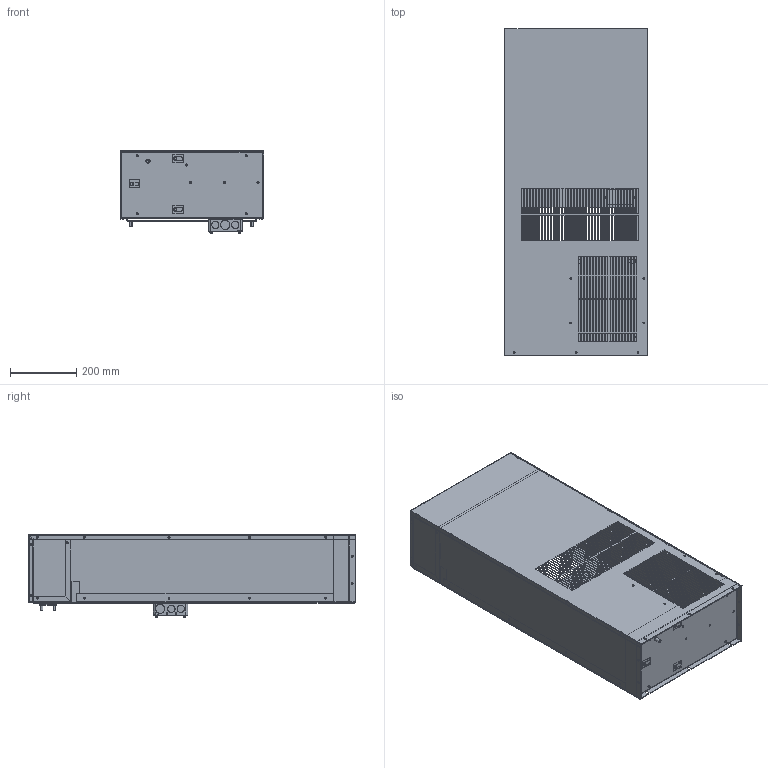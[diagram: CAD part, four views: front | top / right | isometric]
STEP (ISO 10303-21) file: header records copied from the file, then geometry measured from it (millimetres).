
FILE_DESCRIPTION((''),'2;1');
FILE_NAME('STEP-K3A4C5DP38L.stp', '2011-08-10T11:17:54',('User'),('SDRC'),'I-DEAS Master Series','UNIX','Yes');
FILE_SCHEMA(('CONFIG_CONTROL_DESIGN', 'GEOMETRIC_VALIDATION_PROPERTIES_MIM','SHAPE_APPEARANCE_LAYER_MIM'));
Length unit declared in the file: inch
Bounding box: 432.83 x 987.36 x 249.32 mm (x, y, z)
Volume: 2120480.3 mm3; surface area: 3451205.3 mm2
Topology: 66 solids, 66 shells, 1778 faces, 4705 edges, 3125 vertices
Faces by surface type: bspline 1778
Entity records: 60874 total; most frequent: CARTESIAN_POINT 26959, ORIENTED_EDGE 9410, EDGE_CURVE 4705, OVER_RIDING_STYLED_ITEM 4257, QUASI_UNIFORM_CURVE 3527, VERTEX_POINT 3125, EDGE_LOOP 2588, FACE_OUTER_BOUND 1778
